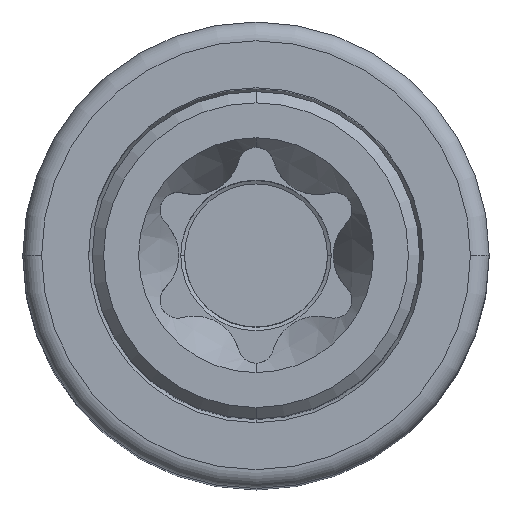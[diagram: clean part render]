
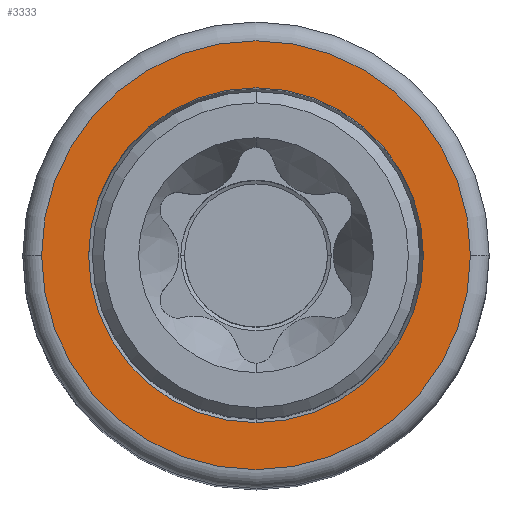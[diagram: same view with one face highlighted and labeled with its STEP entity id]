
A CAD part, top view. The second image highlights one B-rep face of the part: STEP entity #3333.
In plain terms, the highlighted face is planar.
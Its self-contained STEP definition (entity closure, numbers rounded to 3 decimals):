
#2897=CARTESIAN_POINT('',(0.,0.,-0.3));
#2898=DIRECTION('',(0.,0.,1.));
#2899=DIRECTION('',(1.,0.,0.));
#2900=AXIS2_PLACEMENT_3D('',#2897,#2898,#2899);
#2906=CARTESIAN_POINT('',(0.,0.,-0.3));
#2907=DIRECTION('',(0.,0.,1.));
#2908=DIRECTION('',(-1.,0.,0.));
#2909=AXIS2_PLACEMENT_3D('',#2906,#2907,#2908);
#2914=CARTESIAN_POINT('',(0.,0.,-0.3));
#2915=DIRECTION('',(0.,0.,-1.));
#2916=DIRECTION('',(-1.,0.,0.));
#2917=AXIS2_PLACEMENT_3D('',#2914,#2915,#2916);
#2922=CARTESIAN_POINT('',(0.,0.,-0.3));
#2923=DIRECTION('',(0.,0.,-1.));
#2924=DIRECTION('',(1.,0.,0.));
#2925=AXIS2_PLACEMENT_3D('',#2922,#2923,#2924);
#3256=CARTESIAN_POINT('',(4.45,0.,-0.3));
#3257=CARTESIAN_POINT('',(-4.45,0.,-0.3));
#3258=VERTEX_POINT('',#3256);
#3259=VERTEX_POINT('',#3257);
#3260=CARTESIAN_POINT('',(-5.7,0.,-0.3));
#3261=CARTESIAN_POINT('',(5.7,0.,-0.3));
#3262=VERTEX_POINT('',#3260);
#3263=VERTEX_POINT('',#3261);
#3316=CARTESIAN_POINT('',(0.,0.,-0.3));
#3317=DIRECTION('',(0.,0.,1.));
#3318=DIRECTION('',(1.,0.,0.));
#3319=AXIS2_PLACEMENT_3D('',#3316,#3317,#3318);
#3320=PLANE('',#3319);
#3322=ORIENTED_EDGE('',*,*,#3321,.F.);
#3324=ORIENTED_EDGE('',*,*,#3323,.F.);
#3325=EDGE_LOOP('',(#3322,#3324));
#3326=FACE_OUTER_BOUND('',#3325,.F.);
#3328=ORIENTED_EDGE('',*,*,#3327,.F.);
#3330=ORIENTED_EDGE('',*,*,#3329,.F.);
#3331=EDGE_LOOP('',(#3328,#3330));
#3332=FACE_BOUND('',#3331,.F.);
#3333=ADVANCED_FACE('',(#3326,#3332),#3320,.F.);
#2901=CIRCLE('',#2900,4.45);
#2910=CIRCLE('',#2909,4.45);
#2918=CIRCLE('',#2917,5.7);
#2926=CIRCLE('',#2925,5.7);
#3321=EDGE_CURVE('',#3262,#3263,#2918,.T.);
#3323=EDGE_CURVE('',#3263,#3262,#2926,.T.);
#3327=EDGE_CURVE('',#3258,#3259,#2901,.T.);
#3329=EDGE_CURVE('',#3259,#3258,#2910,.T.);
